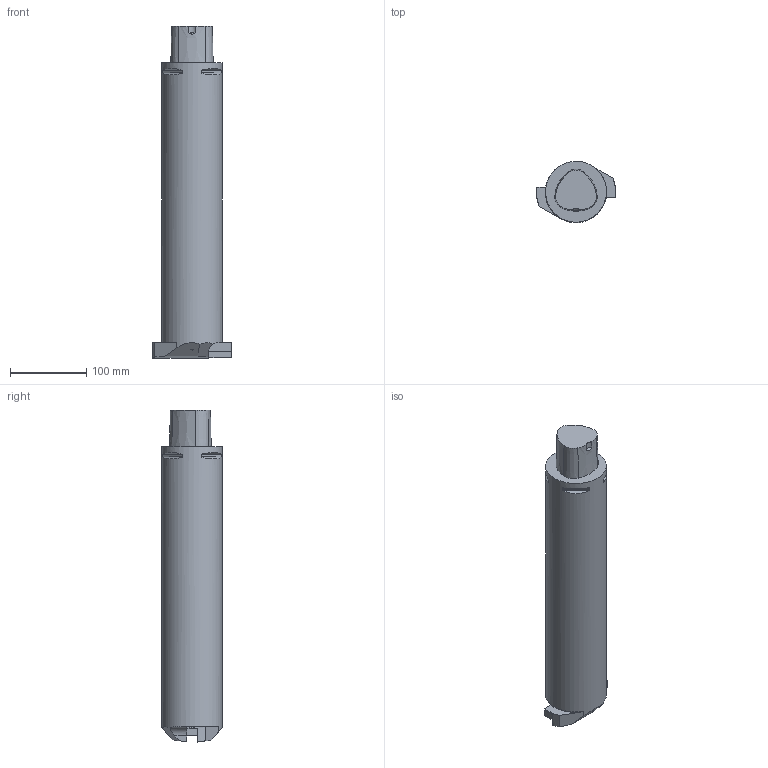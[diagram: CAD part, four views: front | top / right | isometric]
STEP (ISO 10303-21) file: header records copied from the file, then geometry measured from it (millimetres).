
FILE_DESCRIPTION(/* description */ (''),/* implementation_level */ '2;1');
FILE_NAME(/* name */ '1737031163484.stp',/* time_stamp */ '2025-01-16T13:39:28+01:00',/* author */ (''),/* organization */ ('SMS'),/* preprocessor_version */ 'ST-DEVELOPER v16.7',/* originating_system */ 'SIEMENS PLM Software NX 12.0',/* authorisation */ '');
FILE_SCHEMA (('AUTOMOTIVE_DESIGN { 1 0 10303 214 3 1 1 1 }'));
Length unit declared in the file: millimetre
Products named in the file (1): 205699522mod000_00
Bounding box: 103.97 x 79.94 x 436 mm (x, y, z)
Volume: 2030816.3 mm3; surface area: 117490.5 mm2
Topology: 1 solids, 1 shells, 90 faces, 232 edges, 158 vertices
Faces by surface type: plane 54, cylinder 18, cone 8, extrusion 8, torus 2
Full cylindrical faces by diameter (mm): 80 x1
Entity records: 3304 total; most frequent: CARTESIAN_POINT 1133, ORIENTED_EDGE 460, DIRECTION 390, EDGE_CURVE 230, VERTEX_POINT 153, AXIS2_PLACEMENT_3D 138, VECTOR 114, LINE 106
